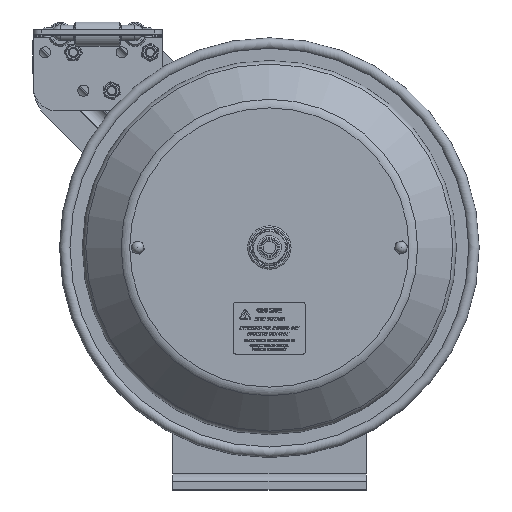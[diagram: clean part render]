
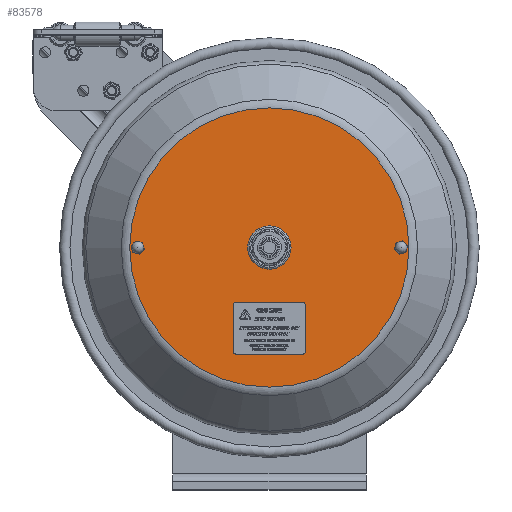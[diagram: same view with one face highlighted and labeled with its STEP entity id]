
A CAD part, top view. The second image highlights one B-rep face of the part: STEP entity #83578.
In plain terms, the highlighted planar face has unit normal (0, 0, 1).
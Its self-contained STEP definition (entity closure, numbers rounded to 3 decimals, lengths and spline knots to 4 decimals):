
#4865=FACE_BOUND('',#11154,.T.);
#4866=FACE_BOUND('',#11155,.T.);
#4867=FACE_BOUND('',#11156,.T.);
#6345=CIRCLE('',#88433,4.325);
#6346=CIRCLE('',#88434,4.325);
#6348=CIRCLE('',#88437,0.625);
#6349=CIRCLE('',#88438,0.1094);
#6350=CIRCLE('',#88439,0.1094);
#7662=FACE_OUTER_BOUND('',#11153,.T.);
#11153=EDGE_LOOP('',(#60119,#60120));
#11154=EDGE_LOOP('',(#60121));
#11155=EDGE_LOOP('',(#60122));
#11156=EDGE_LOOP('',(#60123));
#33776=VERTEX_POINT('',#113580);
#33777=VERTEX_POINT('',#113581);
#33778=VERTEX_POINT('',#113586);
#33779=VERTEX_POINT('',#113588);
#33780=VERTEX_POINT('',#113590);
#44810=EDGE_CURVE('',#33776,#33777,#6345,.T.);
#44811=EDGE_CURVE('',#33777,#33776,#6346,.T.);
#44813=EDGE_CURVE('',#33778,#33778,#6348,.T.);
#44814=EDGE_CURVE('',#33779,#33779,#6349,.T.);
#44815=EDGE_CURVE('',#33780,#33780,#6350,.T.);
#60119=ORIENTED_EDGE('',*,*,#44810,.T.);
#60120=ORIENTED_EDGE('',*,*,#44811,.T.);
#60121=ORIENTED_EDGE('',*,*,#44813,.T.);
#60122=ORIENTED_EDGE('',*,*,#44814,.T.);
#60123=ORIENTED_EDGE('',*,*,#44815,.T.);
#77773=PLANE('',#88436);
#83578=ADVANCED_FACE('',(#7662,#4865,#4866,#4867),#77773,.T.);
#88433=AXIS2_PLACEMENT_3D('',#113582,#95328,#95329);
#88434=AXIS2_PLACEMENT_3D('',#113583,#95330,#95331);
#88436=AXIS2_PLACEMENT_3D('',#113585,#95334,#95335);
#88437=AXIS2_PLACEMENT_3D('',#113587,#95336,#95337);
#88438=AXIS2_PLACEMENT_3D('',#113589,#95338,#95339);
#88439=AXIS2_PLACEMENT_3D('',#113591,#95340,#95341);
#95328=DIRECTION('center_axis',(0.,0.,1.));
#95329=DIRECTION('ref_axis',(-1.,0.,0.));
#95330=DIRECTION('center_axis',(0.,0.,1.));
#95331=DIRECTION('ref_axis',(-1.,0.,0.));
#95334=DIRECTION('center_axis',(0.,0.,1.));
#95335=DIRECTION('ref_axis',(0.,-1.,0.));
#95336=DIRECTION('center_axis',(0.,0.,-1.));
#95337=DIRECTION('ref_axis',(-1.,0.,0.));
#95338=DIRECTION('center_axis',(0.,0.,-1.));
#95339=DIRECTION('ref_axis',(1.,0.,0.));
#95340=DIRECTION('center_axis',(0.,0.,-1.));
#95341=DIRECTION('ref_axis',(1.,0.,0.));
#113580=CARTESIAN_POINT('',(-4.33,0.,6.4506));
#113581=CARTESIAN_POINT('',(-0.005,4.325,6.4506));
#113582=CARTESIAN_POINT('Origin',(-0.005,0.,
6.4506));
#113583=CARTESIAN_POINT('Origin',(-0.005,0.,
6.4506));
#113585=CARTESIAN_POINT('Origin',(-2.1675,0.,
6.4506));
#113586=CARTESIAN_POINT('',(0.62,0.,6.4506));
#113587=CARTESIAN_POINT('Origin',(-0.005,0.,
6.4506));
#113588=CARTESIAN_POINT('',(-3.9737,0.,6.4506));
#113589=CARTESIAN_POINT('Origin',(-4.0831,0.,
6.4506));
#113590=CARTESIAN_POINT('',(4.1825,0.,6.4506));
#113591=CARTESIAN_POINT('Origin',(4.0731,0.,
6.4506));
